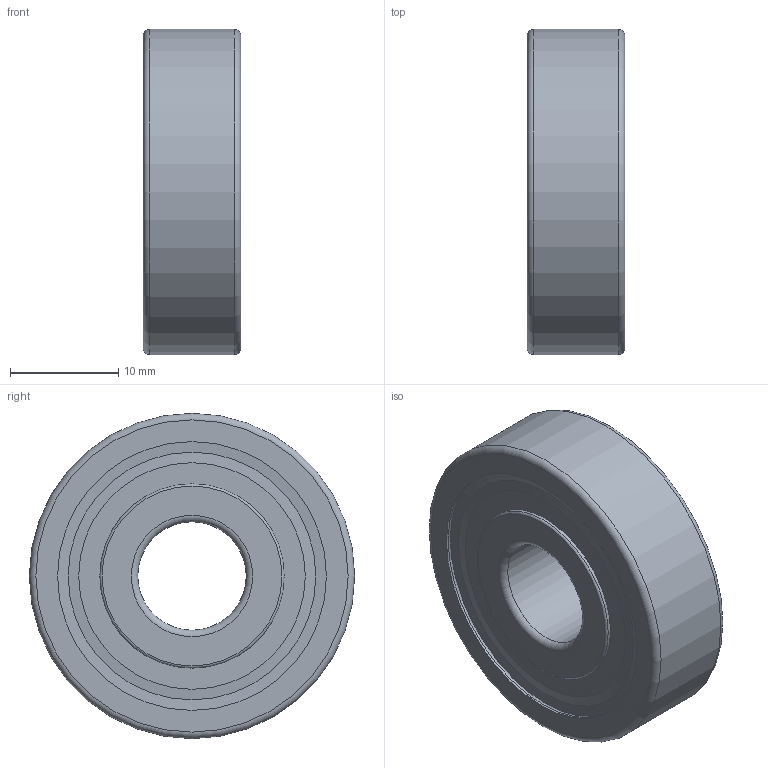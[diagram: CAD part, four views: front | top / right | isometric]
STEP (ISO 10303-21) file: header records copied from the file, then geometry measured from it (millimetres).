
FILE_DESCRIPTION( ( 'STEP AP203' ), '1' );
FILE_NAME( '6200-Z_2_03.stp', ' ', ( ' ' ), ( ' ' ), 'PSStep 15.0.47', 'PARTsolutions', ' ' );
FILE_SCHEMA( ( 'CONFIG_CONTROL_DESIGN' ) );
Length unit declared in the file: millimetre
Products named in the file (5): 6200-Z; _6200-Z_PART1; _6200-Z_PART2; _6200-Z_PART3; _6200-Z_PART4
Assembly tree (11 placements, depth 2):
  6200-Z
    _6200-Z_PART1
    _6200-Z_PART2
    _6200-Z_PART3
    _6200-Z_PART4  x8
Bounding box: 9 x 30 x 30 mm (x, y, z)
Volume: 3980.2 mm3; surface area: 4248.7 mm2
Topology: 11 solids, 11 shells, 40 faces, 82 edges, 48 vertices
Faces by surface type: torus 10, cylinder 10, sphere 8, plane 6, cone 6
Full cylindrical faces by diameter (mm): 10 x1, 17 x3, 23.4 x2, 24.8 x3, 30 x1
Entity records: 908 total; most frequent: DIRECTION 154, CARTESIAN_POINT 114, AXIS2_PLACEMENT_3D 77, EDGE_LOOP 64, ORIENTED_EDGE 64, FACE_OUTER_BOUND 52, VERTEX_POINT 37, ADVANCED_FACE 33
